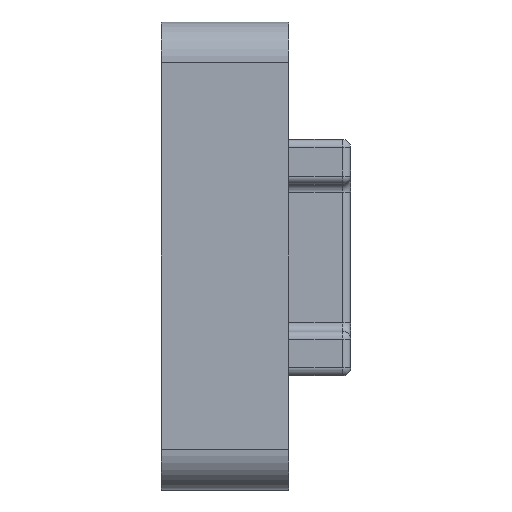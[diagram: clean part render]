
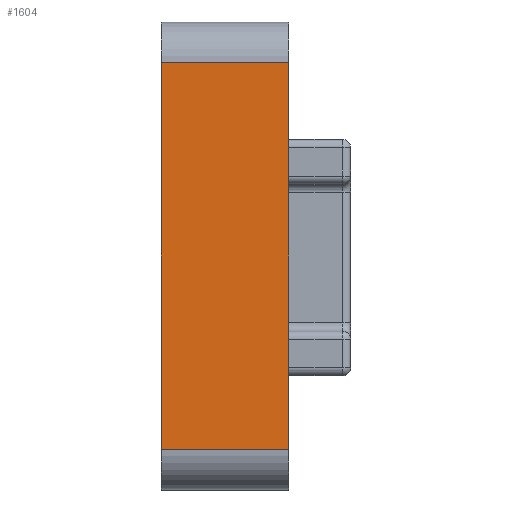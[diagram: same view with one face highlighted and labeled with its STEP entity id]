
A CAD part, front view. The second image highlights one B-rep face of the part: STEP entity #1604.
In plain terms, the highlighted planar face has unit normal (0, -1, 0).
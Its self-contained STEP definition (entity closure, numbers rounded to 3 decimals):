
#1283 = LINE ( 'NONE', #6617, #17863 ) ;
#1544 = DIRECTION ( 'NONE',  ( 0., 0., 1. ) ) ;
#1604 = ADVANCED_FACE ( 'NONE', ( #18176 ), #8735, .F. ) ;
#1785 = VERTEX_POINT ( 'NONE', #14716 ) ;
#3419 = LINE ( 'NONE', #12643, #17210 ) ;
#4506 = AXIS2_PLACEMENT_3D ( 'NONE', #20930, #10373, #1544 ) ;
#4634 = DIRECTION ( 'NONE',  ( 0., 0., -1. ) ) ;
#5550 = DIRECTION ( 'NONE',  ( -1., 0., 0. ) ) ;
#6130 = CARTESIAN_POINT ( 'NONE',  ( -3.9, -18.65, -11.85 ) ) ;
#6617 = CARTESIAN_POINT ( 'NONE',  ( 3.9, -18.65, -11.85 ) ) ;
#7830 = VERTEX_POINT ( 'NONE', #22581 ) ;
#7956 = EDGE_CURVE ( 'NONE', #7830, #12799, #17364, .T. ) ;
#8228 = DIRECTION ( 'NONE',  ( 1., 0., 0. ) ) ;
#8735 = PLANE ( 'NONE',  #4506 ) ;
#10154 = DIRECTION ( 'NONE',  ( 0., 0., -1. ) ) ;
#10373 = DIRECTION ( 'NONE',  ( 0., 1., 0. ) ) ;
#11261 = LINE ( 'NONE', #20794, #14277 ) ;
#11328 = ORIENTED_EDGE ( 'NONE', *, *, #18603, .F. ) ;
#11777 = ORIENTED_EDGE ( 'NONE', *, *, #16904, .T. ) ;
#11814 = CARTESIAN_POINT ( 'NONE',  ( -3.9, -18.65, 14.35 ) ) ;
#12643 = CARTESIAN_POINT ( 'NONE',  ( 3.9, -18.65, 11.85 ) ) ;
#12799 = VERTEX_POINT ( 'NONE', #6130 ) ;
#13072 = VERTEX_POINT ( 'NONE', #13280 ) ;
#13280 = CARTESIAN_POINT ( 'NONE',  ( 3.9, -18.65, 11.85 ) ) ;
#13610 = EDGE_CURVE ( 'NONE', #13072, #7830, #3419, .T. ) ;
#14277 = VECTOR ( 'NONE', #10154, 1000. ) ;
#14716 = CARTESIAN_POINT ( 'NONE',  ( 3.9, -18.65, -11.85 ) ) ;
#15524 = ORIENTED_EDGE ( 'NONE', *, *, #13610, .T. ) ;
#16904 = EDGE_CURVE ( 'NONE', #12799, #1785, #1283, .T. ) ;
#17210 = VECTOR ( 'NONE', #5550, 1000. ) ;
#17364 = LINE ( 'NONE', #11814, #17920 ) ;
#17863 = VECTOR ( 'NONE', #8228, 1000. ) ;
#17920 = VECTOR ( 'NONE', #4634, 1000. ) ;
#18176 = FACE_OUTER_BOUND ( 'NONE', #19897, .T. ) ;
#18533 = ORIENTED_EDGE ( 'NONE', *, *, #7956, .T. ) ;
#18603 = EDGE_CURVE ( 'NONE', #13072, #1785, #11261, .T. ) ;
#19897 = EDGE_LOOP ( 'NONE', ( #18533, #11777, #11328, #15524 ) ) ;
#20794 = CARTESIAN_POINT ( 'NONE',  ( 3.9, -18.65, 14.35 ) ) ;
#20930 = CARTESIAN_POINT ( 'NONE',  ( 3.9, -18.65, 14.35 ) ) ;
#22581 = CARTESIAN_POINT ( 'NONE',  ( -3.9, -18.65, 11.85 ) ) ;
